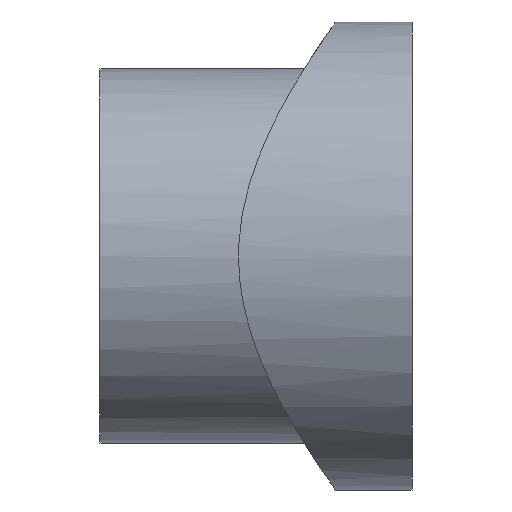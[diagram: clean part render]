
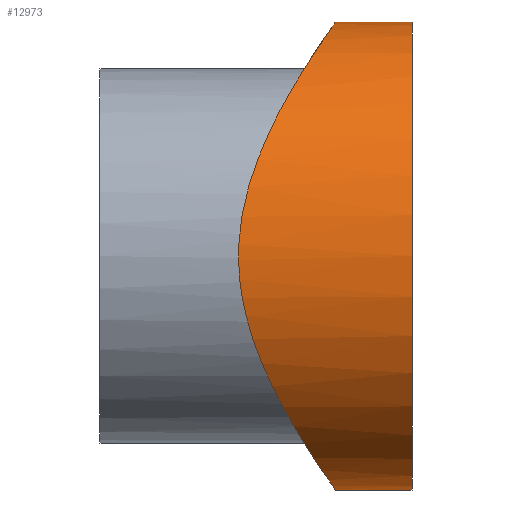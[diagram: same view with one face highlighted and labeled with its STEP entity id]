
A CAD part, left-side view. The second image highlights one B-rep face of the part: STEP entity #12973.
In plain terms, the highlighted cylindrical face has radius 15 mm (diameter 30 mm), a partial arc.
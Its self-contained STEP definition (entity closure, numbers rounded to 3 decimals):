
#323 = CARTESIAN_POINT ( 'NONE',  ( 0., 0., 15. ) ) ;
#417 = CARTESIAN_POINT ( 'NONE',  ( -7.647, 6.308, -12.94 ) ) ;
#462 = CARTESIAN_POINT ( 'NONE',  ( -11.905, 8.546, -9.175 ) ) ;
#600 = CARTESIAN_POINT ( 'NONE',  ( -14.488, 10.62, 4.016 ) ) ;
#918 = VECTOR ( 'NONE', #11268, 1000. ) ;
#1027 = ORIENTED_EDGE ( 'NONE', *, *, #7579, .T. ) ;
#1412 = CARTESIAN_POINT ( 'NONE',  ( -4.032, 5.263, 14.484 ) ) ;
#1502 = CARTESIAN_POINT ( 'NONE',  ( -6.803, 5.999, -13.405 ) ) ;
#1505 = EDGE_CURVE ( 'NONE', #1825, #13353, #12488, .T. ) ;
#1606 = CARTESIAN_POINT ( 'NONE',  ( -5.452, 5.608, -13.983 ) ) ;
#1698 = CARTESIAN_POINT ( 'NONE',  ( -9.959, 7.38, -11.227 ) ) ;
#1825 = VERTEX_POINT ( 'NONE', #13374 ) ;
#2244 = CARTESIAN_POINT ( 'NONE',  ( -11.92, 8.556, 9.155 ) ) ;
#2540 = CARTESIAN_POINT ( 'NONE',  ( -6.348, 5.867, 13.599 ) ) ;
#2644 = CARTESIAN_POINT ( 'NONE',  ( -13.993, 10.172, -5.424 ) ) ;
#2691 = CARTESIAN_POINT ( 'NONE',  ( -14.868, 10.987, -2.052 ) ) ;
#2798 = CARTESIAN_POINT ( 'NONE',  ( -14.46, 10.595, -4.02 ) ) ;
#2825 = DIRECTION ( 'NONE',  ( 0., 0., -1. ) ) ;
#2839 = CARTESIAN_POINT ( 'NONE',  ( -3.285, 5.155, -14.638 ) ) ;
#3328 = CARTESIAN_POINT ( 'NONE',  ( -6.794, 6.013, 13.382 ) ) ;
#3756 = CARTESIAN_POINT ( 'NONE',  ( -10.309, 7.571, -10.907 ) ) ;
#3770 = B_SPLINE_CURVE_WITH_KNOTS ( 'NONE', 3,
 ( #8090, #11272, #7756, #8824, #9100, #1412, #5509, #2540, #3328, #13215, #14315, #11021, #7704, #4440, #8878, #10252, #2244, #4688, #11358, #4778, #12486, #13845, #600, #3807, #11598, #9287, #7133, #2691, #6123, #6024, #2798, #10540, #2644, #11552, #13798, #462, #9423, #3756, #1698, #8340, #5016, #417, #1502, #1606, #13752, #8144, #4969, #10490, #2839, #3943, #12669, #12530, #10399, #3901 ),
 .UNSPECIFIED., .F., .F.,
 ( 4, 2, 2, 2, 2, 2, 2, 2, 2, 2, 2, 2, 2, 2, 2, 2, 2, 2, 2, 2, 2, 2, 2, 2, 2, 2, 4 ),
 ( 0.049, 0.05, 0.052, 0.055, 0.056, 0.058, 0.059, 0.061, 0.064, 0.066, 0.067, 0.07, 0.073, 0.075, 0.076, 0.078, 0.079, 0.082, 0.085, 0.087, 0.088, 0.091, 0.093, 0.094, 0.094, 0.096, 0.098 ),
 .UNSPECIFIED. ) ;
#3807 = CARTESIAN_POINT ( 'NONE',  ( -14.897, 11.013, 2.028 ) ) ;
#3901 = CARTESIAN_POINT ( 'NONE',  ( 0., 4.9, -15. ) ) ;
#3943 = CARTESIAN_POINT ( 'NONE',  ( -2.542, 5.047, -14.792 ) ) ;
#4055 = CYLINDRICAL_SURFACE ( 'NONE', #9120, 15. ) ;
#4440 = CARTESIAN_POINT ( 'NONE',  ( -9.971, 7.386, 11.217 ) ) ;
#4688 = CARTESIAN_POINT ( 'NONE',  ( -12.711, 9.13, 7.978 ) ) ;
#4778 = CARTESIAN_POINT ( 'NONE',  ( -13.417, 9.683, 6.725 ) ) ;
#4969 = CARTESIAN_POINT ( 'NONE',  ( -4.022, 5.284, -14.453 ) ) ;
#5016 = CARTESIAN_POINT ( 'NONE',  ( -8.838, 6.825, -12.129 ) ) ;
#5072 = CARTESIAN_POINT ( 'NONE',  ( 0., 0., -15. ) ) ;
#5113 = CARTESIAN_POINT ( 'NONE',  ( 0., 20., -15. ) ) ;
#5181 = DIRECTION ( 'NONE',  ( 0., 1., 0. ) ) ;
#5307 = LINE ( 'NONE', #5113, #13763 ) ;
#5509 = CARTESIAN_POINT ( 'NONE',  ( -4.984, 5.472, 14.182 ) ) ;
#5794 = AXIS2_PLACEMENT_3D ( 'NONE', #10700, #5181, #7395 ) ;
#6024 = CARTESIAN_POINT ( 'NONE',  ( -14.587, 10.715, -3.533 ) ) ;
#6123 = CARTESIAN_POINT ( 'NONE',  ( -14.79, 10.911, -2.55 ) ) ;
#6218 = DIRECTION ( 'NONE',  ( 0., -1., 0. ) ) ;
#7133 = CARTESIAN_POINT ( 'NONE',  ( -14.973, 11.091, -1.039 ) ) ;
#7395 = DIRECTION ( 'NONE',  ( 0., 0., 1. ) ) ;
#7579 = EDGE_CURVE ( 'NONE', #1825, #8568, #3770, .T. ) ;
#7704 = CARTESIAN_POINT ( 'NONE',  ( -9.238, 7.014, 11.828 ) ) ;
#7756 = CARTESIAN_POINT ( 'NONE',  ( -1.017, 4.918, 14.974 ) ) ;
#7868 = CIRCLE ( 'NONE', #5794, 15. ) ;
#8090 = CARTESIAN_POINT ( 'NONE',  ( 0., 4.9, 15. ) ) ;
#8144 = CARTESIAN_POINT ( 'NONE',  ( -4.267, 5.332, -14.383 ) ) ;
#8269 = DIRECTION ( 'NONE',  ( 0., -1., 0. ) ) ;
#8340 = CARTESIAN_POINT ( 'NONE',  ( -9.225, 7.008, -11.838 ) ) ;
#8568 = VERTEX_POINT ( 'NONE', #13482 ) ;
#8824 = CARTESIAN_POINT ( 'NONE',  ( -2.028, 4.991, 14.871 ) ) ;
#8878 = CARTESIAN_POINT ( 'NONE',  ( -10.324, 7.579, 10.893 ) ) ;
#9100 = CARTESIAN_POINT ( 'NONE',  ( -2.533, 5.046, 14.793 ) ) ;
#9120 = AXIS2_PLACEMENT_3D ( 'NONE', #13913, #8269, #2825 ) ;
#9245 = EDGE_LOOP ( 'NONE', ( #13433, #1027, #10207, #12920 ) ) ;
#9287 = CARTESIAN_POINT ( 'NONE',  ( -15., 11.118, -0.52 ) ) ;
#9423 = CARTESIAN_POINT ( 'NONE',  ( -11.306, 8.15, -9.903 ) ) ;
#10207 = ORIENTED_EDGE ( 'NONE', *, *, #11600, .T. ) ;
#10236 = VERTEX_POINT ( 'NONE', #5072 ) ;
#10252 = CARTESIAN_POINT ( 'NONE',  ( -11.325, 8.162, 9.881 ) ) ;
#10399 = CARTESIAN_POINT ( 'NONE',  ( -0.516, 4.9, -15. ) ) ;
#10490 = CARTESIAN_POINT ( 'NONE',  ( -3.532, 5.195, -14.58 ) ) ;
#10540 = CARTESIAN_POINT ( 'NONE',  ( -14.163, 10.323, -4.966 ) ) ;
#10700 = CARTESIAN_POINT ( 'NONE',  ( 0., 0., 0. ) ) ;
#11021 = CARTESIAN_POINT ( 'NONE',  ( -8.857, 6.834, 12.116 ) ) ;
#11129 = CARTESIAN_POINT ( 'NONE',  ( 0., 20., 15. ) ) ;
#11268 = DIRECTION ( 'NONE',  ( 0., -1., 0. ) ) ;
#11272 = CARTESIAN_POINT ( 'NONE',  ( -0.509, 4.9, 15. ) ) ;
#11358 = CARTESIAN_POINT ( 'NONE',  ( -12.958, 9.318, 7.571 ) ) ;
#11552 = CARTESIAN_POINT ( 'NONE',  ( -13.427, 9.686, -6.757 ) ) ;
#11598 = CARTESIAN_POINT ( 'NONE',  ( -15., 11.119, 1.019 ) ) ;
#11600 = EDGE_CURVE ( 'NONE', #8568, #10236, #5307, .T. ) ;
#12001 = FACE_OUTER_BOUND ( 'NONE', #9245, .T. ) ;
#12486 = CARTESIAN_POINT ( 'NONE',  ( -13.626, 9.857, 6.289 ) ) ;
#12488 = LINE ( 'NONE', #11129, #918 ) ;
#12530 = CARTESIAN_POINT ( 'NONE',  ( -1.029, 4.919, -14.973 ) ) ;
#12669 = CARTESIAN_POINT ( 'NONE',  ( -2.041, 4.992, -14.869 ) ) ;
#12920 = ORIENTED_EDGE ( 'NONE', *, *, #13020, .T. ) ;
#12973 = ADVANCED_FACE ( 'NONE', ( #12001 ), #4055, .T. ) ;
#13020 = EDGE_CURVE ( 'NONE', #10236, #13353, #7868, .T. ) ;
#13215 = CARTESIAN_POINT ( 'NONE',  ( -7.652, 6.324, 12.911 ) ) ;
#13353 = VERTEX_POINT ( 'NONE', #323 ) ;
#13374 = CARTESIAN_POINT ( 'NONE',  ( 0., 4.9, 15. ) ) ;
#13433 = ORIENTED_EDGE ( 'NONE', *, *, #1505, .F. ) ;
#13482 = CARTESIAN_POINT ( 'NONE',  ( 0., 4.9, -15. ) ) ;
#13752 = CARTESIAN_POINT ( 'NONE',  ( -4.987, 5.489, -14.156 ) ) ;
#13763 = VECTOR ( 'NONE', #6218, 1000. ) ;
#13798 = CARTESIAN_POINT ( 'NONE',  ( -12.972, 9.319, -7.592 ) ) ;
#13845 = CARTESIAN_POINT ( 'NONE',  ( -14.192, 10.343, 4.952 ) ) ;
#13913 = CARTESIAN_POINT ( 'NONE',  ( 0., 20., 0. ) ) ;
#14315 = CARTESIAN_POINT ( 'NONE',  ( -8.064, 6.489, 12.657 ) ) ;
